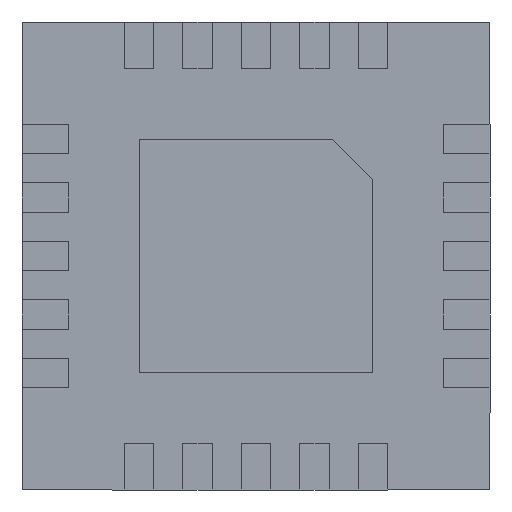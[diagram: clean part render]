
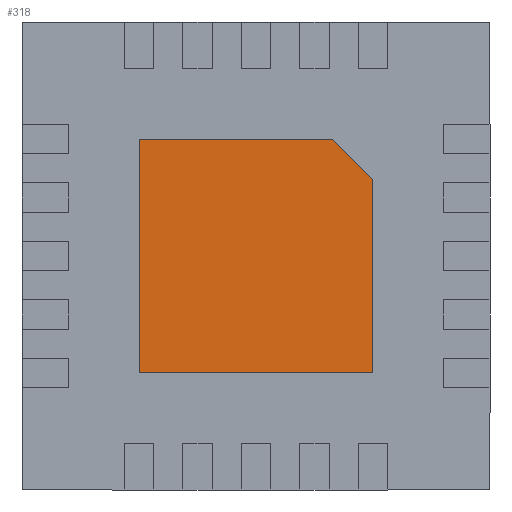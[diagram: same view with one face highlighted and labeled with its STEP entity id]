
A CAD part, front view. The second image highlights one B-rep face of the part: STEP entity #318.
In plain terms, the highlighted planar face has unit normal (0, -1, 0).
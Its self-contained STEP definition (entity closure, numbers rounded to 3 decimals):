
#6 = CARTESIAN_POINT ( 'NONE',  ( -1., 0., -1. ) ) ;
#122 = PLANE ( 'NONE',  #1499 ) ;
#132 = ORIENTED_EDGE ( 'NONE', *, *, #3151, .T. ) ;
#267 = VERTEX_POINT ( 'NONE', #451 ) ;
#301 = EDGE_LOOP ( 'NONE', ( #2178, #132, #4474, #3435, #3133 ) ) ;
#315 = EDGE_CURVE ( 'NONE', #5895, #267, #2764, .T. ) ;
#318 = ADVANCED_FACE ( 'NONE', ( #5899 ), #122, .T. ) ;
#439 = LINE ( 'NONE', #6281, #5317 ) ;
#451 = CARTESIAN_POINT ( 'NONE',  ( 1., 0., -1. ) ) ;
#613 = LINE ( 'NONE', #4351, #4552 ) ;
#640 = EDGE_CURVE ( 'NONE', #5730, #5097, #613, .T. ) ;
#1020 = EDGE_CURVE ( 'NONE', #5097, #5895, #439, .T. ) ;
#1101 = VERTEX_POINT ( 'NONE', #1880 ) ;
#1106 = VECTOR ( 'NONE', #5647, 1000. ) ;
#1499 = AXIS2_PLACEMENT_3D ( 'NONE', #2643, #2665, #2153 ) ;
#1709 = CARTESIAN_POINT ( 'NONE',  ( -1., 0., -1. ) ) ;
#1880 = CARTESIAN_POINT ( 'NONE',  ( 1., 0., 0.65 ) ) ;
#2153 = DIRECTION ( 'NONE',  ( 0., 0., -1. ) ) ;
#2178 = ORIENTED_EDGE ( 'NONE', *, *, #315, .T. ) ;
#2233 = LINE ( 'NONE', #2455, #2311 ) ;
#2311 = VECTOR ( 'NONE', #3422, 1000. ) ;
#2455 = CARTESIAN_POINT ( 'NONE',  ( 1., 0., 0.65 ) ) ;
#2643 = CARTESIAN_POINT ( 'NONE',  ( 0., 0., 0. ) ) ;
#2665 = DIRECTION ( 'NONE',  ( 0., -1., 0. ) ) ;
#2764 = LINE ( 'NONE', #6, #3393 ) ;
#2842 = EDGE_CURVE ( 'NONE', #1101, #5730, #2233, .T. ) ;
#3133 = ORIENTED_EDGE ( 'NONE', *, *, #1020, .T. ) ;
#3151 = EDGE_CURVE ( 'NONE', #267, #1101, #4035, .T. ) ;
#3393 = VECTOR ( 'NONE', #3508, 1000. ) ;
#3422 = DIRECTION ( 'NONE',  ( -0.707, 0., 0.707 ) ) ;
#3435 = ORIENTED_EDGE ( 'NONE', *, *, #640, .T. ) ;
#3508 = DIRECTION ( 'NONE',  ( 1., 0., 0. ) ) ;
#3562 = CARTESIAN_POINT ( 'NONE',  ( 0.65, 0., 1. ) ) ;
#3794 = DIRECTION ( 'NONE',  ( 0., 0., -1. ) ) ;
#4035 = LINE ( 'NONE', #4159, #1106 ) ;
#4159 = CARTESIAN_POINT ( 'NONE',  ( 1., 0., -1. ) ) ;
#4351 = CARTESIAN_POINT ( 'NONE',  ( 0.65, 0., 1. ) ) ;
#4474 = ORIENTED_EDGE ( 'NONE', *, *, #2842, .T. ) ;
#4552 = VECTOR ( 'NONE', #6339, 1000. ) ;
#4867 = CARTESIAN_POINT ( 'NONE',  ( -1., 0., 1. ) ) ;
#5097 = VERTEX_POINT ( 'NONE', #4867 ) ;
#5317 = VECTOR ( 'NONE', #3794, 1000. ) ;
#5647 = DIRECTION ( 'NONE',  ( 0., 0., 1. ) ) ;
#5730 = VERTEX_POINT ( 'NONE', #3562 ) ;
#5895 = VERTEX_POINT ( 'NONE', #1709 ) ;
#5899 = FACE_OUTER_BOUND ( 'NONE', #301, .T. ) ;
#6281 = CARTESIAN_POINT ( 'NONE',  ( -1., 0., 1. ) ) ;
#6339 = DIRECTION ( 'NONE',  ( -1., 0., 0. ) ) ;
